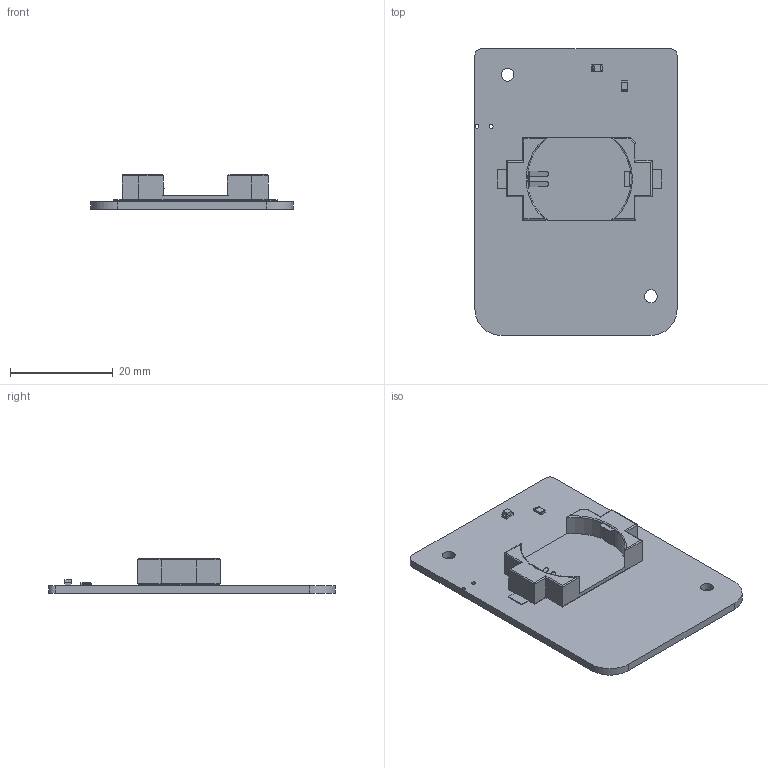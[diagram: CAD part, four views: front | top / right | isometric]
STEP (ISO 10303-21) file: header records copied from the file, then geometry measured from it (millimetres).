
FILE_DESCRIPTION(('KiCad electronic assembly'),'2;1');
FILE_NAME('lightboard.step','2026-02-09T17:02:08',('Pcbnew'),('Kicad'), 'Open CASCADE STEP processor 7.8','KiCad to STEP converter','Unknown' );
FILE_SCHEMA(('AUTOMOTIVE_DESIGN { 1 0 10303 214 1 1 1 1 }'));
Length unit declared in the file: millimetre
Products named in the file (5): lightboard 1; BatteryHolder_Keystone_1060_1x2032; LED_0805_2012Metric; R_0805_2012Metric; lightboard_PCB
Assembly tree (4 placements, depth 2):
  lightboard 1
    BatteryHolder_Keystone_1060_1x2032
    LED_0805_2012Metric
    R_0805_2012Metric
    lightboard_PCB
Bounding box: 39.37 x 55.88 x 6.78 mm (x, y, z)
Volume: 4139.7 mm3; surface area: 6054.6 mm2
Topology: 4 solids, 4 shells, 184 faces, 476 edges, 305 vertices
Faces by surface type: plane 123, cylinder 58, torus 3
Full cylindrical faces by diameter (mm): 0.75 x2, 2.5 x2
Entity records: 6916 total; most frequent: CARTESIAN_POINT 1054, ORIENTED_EDGE 952, DIRECTION 946, EDGE_CURVE 476, LINE 376, VECTOR 376, VERTEX_POINT 305, AXIS2_PLACEMENT_3D 285
